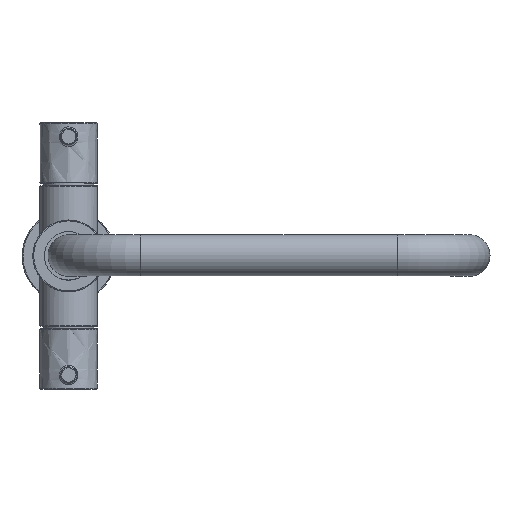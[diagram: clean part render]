
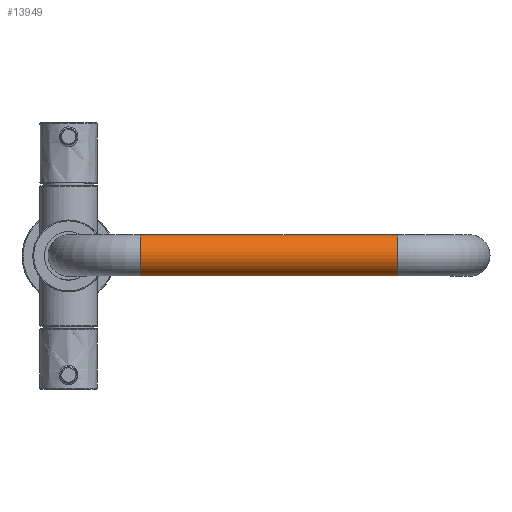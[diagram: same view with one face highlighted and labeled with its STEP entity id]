
A CAD part, top view. The second image highlights one B-rep face of the part: STEP entity #13949.
In plain terms, the highlighted cylindrical face has radius 11.5 mm (diameter 23 mm), a full revolution.
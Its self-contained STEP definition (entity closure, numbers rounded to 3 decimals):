
#6738=ORIENTED_EDGE('',*,*,#8750,.T.);
#6739=ORIENTED_EDGE('',*,*,#8751,.F.);
#8750=EDGE_CURVE('',#10139,#10139,#10504,.F.);
#8751=EDGE_CURVE('',#10140,#10140,#10505,.F.);
#10139=VERTEX_POINT('',#32953);
#10140=VERTEX_POINT('',#32956);
#10504=CIRCLE('',#20896,11.5);
#10505=CIRCLE('',#20898,11.5);
#11604=EDGE_LOOP('',(#6738));
#11605=EDGE_LOOP('',(#6739));
#12729=FACE_BOUND('',#11604,.T.);
#12730=FACE_BOUND('',#11605,.T.);
#13094=CYLINDRICAL_SURFACE('',#20897,11.5);
#13949=ADVANCED_FACE('',(#12729,#12730),#13094,.T.);
#20896=AXIS2_PLACEMENT_3D('',#32952,#23821,#23822);
#20897=AXIS2_PLACEMENT_3D('',#32954,#23823,#23824);
#20898=AXIS2_PLACEMENT_3D('',#32955,#23825,#23826);
#23821=DIRECTION('',(-1.,0.,0.));
#23822=DIRECTION('',(0.,0.,-1.));
#23823=DIRECTION('',(-1.,0.,0.));
#23824=DIRECTION('',(0.,0.,1.));
#23825=DIRECTION('',(-1.,0.,0.));
#23826=DIRECTION('',(0.,0.,-1.));
#32952=CARTESIAN_POINT('',(40.,0.,321.75));
#32953=CARTESIAN_POINT('',(40.,0.,310.25));
#32954=CARTESIAN_POINT('',(183.,0.,321.75));
#32955=CARTESIAN_POINT('',(183.,0.,321.75));
#32956=CARTESIAN_POINT('',(183.,0.,310.25));
